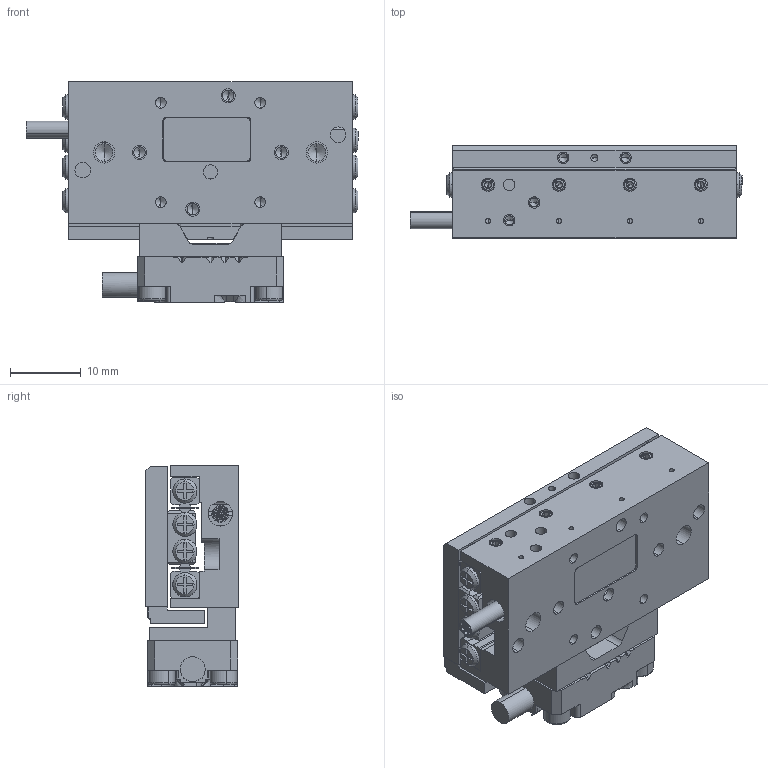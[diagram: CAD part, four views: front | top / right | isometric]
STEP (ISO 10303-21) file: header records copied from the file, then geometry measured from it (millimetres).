
FILE_DESCRIPTION (( 'STEP AP214' ), '1' );
FILE_NAME ('PPS-20-133X9.STEP', '2024-05-07T23:49:02', ( '' ), ( '' ), 'SwSTEP 2.0', 'SolidWorks 2023', '' );
FILE_SCHEMA (( 'AUTOMOTIVE_DESIGN' ));
Length unit declared in the file: millimetre
Products named in the file (20): PPS-20-133X6.STEP; PPS-20, Carriage, Master Part_40mm.STEP; PPS-20-133X9; Dowel Pin, M-DIN_M01 x 004.STEP; PPS-20, Base, Master Part_L40, No Ears.STEP; SCREW, SHCS-S, M-DIN_M1.6 x 0.35 x 06mm_2.STEP; Set Screw, Cup-H, E-ASME_E1-72 x 1''''16_2.STEP; PPS-20, Back Cover, Master Part_2.STEP; NB Slide Way SVW 1000 Cage_SVW 1040-11Z Custom.STEP; NB Slide Way SVW 1000 Center Way_SVW 1040.STEP; 130160 Bearing, NB, Slide Way, SVW 1000_SVW 1040-11Z Custom (Rigid at Center).STEP; NB Slide Way SVW 1000 Rail_demo .STEP; TFC-421 Silver Braided Cable_L20.STEP; PPS-20, Scale Bracket, Renishaw Atom, RCLC, RKLF, Master Part_40mm.STEP; 110212 Encoder Head, Renishaw Atom, Atmospheric_Demo_1.STEP; SCREW, MS-PPH, M-JCIS_M1.6 x 0.35 x 4mm_2.STEP; 431420 PPS-20, Encoder Bracket, Renishaw Atom, RKLF, Tape Scale_2.STEP; SCREW, MS-PFH, M-DIN_M2 x 0.4 x 05mm_2.STEP; SCREW, SHCS-S, M-DIN_M2 x 0.4 x 06mm_2.STEP; SCREW, SHCS-S, M-DIN_M1.6 x 0.35 x 05mm_2.STEP
Assembly tree (39 placements, depth 4):
  PPS-20-133X9
    PPS-20-133X6.STEP
      130160 Bearing, NB, Slide Way, SVW 1000_SVW 1040-11Z Custom (Rigid at Center).STEP
        NB Slide Way SVW 1000 Rail_demo .STEP  x2
        NB Slide Way SVW 1000 Center Way_SVW 1040.STEP
        NB Slide Way SVW 1000 Cage_SVW 1040-11Z Custom.STEP  x2
      PPS-20, Base, Master Part_L40, No Ears.STEP
      PPS-20, Back Cover, Master Part_2.STEP
      TFC-421 Silver Braided Cable_L20.STEP
      PPS-20, Carriage, Master Part_40mm.STEP
      SCREW, MS-PFH, M-DIN_M2 x 0.4 x 05mm_2.STEP  x4
      Set Screw, Cup-H, E-ASME_E1-72 x 1''''16_2.STEP  x4
      SCREW, MS-PPH, M-JCIS_M1.6 x 0.35 x 4mm_2.STEP  x10
      Dowel Pin, M-DIN_M01 x 004.STEP  x2
      110212 Encoder Head, Renishaw Atom, Atmospheric_Demo_1.STEP
      431420 PPS-20, Encoder Bracket, Renishaw Atom, RKLF, Tape Scale_2.STEP
      PPS-20, Scale Bracket, Renishaw Atom, RCLC, RKLF, Master Part_40mm.STEP
      SCREW, SHCS-S, M-DIN_M2 x 0.4 x 06mm_2.STEP  x3
      SCREW, SHCS-S, M-DIN_M1.6 x 0.35 x 05mm_2.STEP
      SCREW, SHCS-S, M-DIN_M1.6 x 0.35 x 06mm_2.STEP
Bounding box: 46.8 x 13 x 31.15 mm (x, y, z)
Volume: 10973.7 mm3; surface area: 14419.6 mm2
Topology: 50 solids, 50 shells, 1941 faces, 4872 edges, 3035 vertices
Faces by surface type: plane 869, cylinder 600, cone 310, torus 100, bspline 62
Entity records: 78095 total; most frequent: CARTESIAN_POINT 47998, ORIENTED_EDGE 6156, DIRECTION 5987, EDGE_CURVE 3078, AXIS2_PLACEMENT_3D 2128, VERTEX_POINT 1981, LINE 1731, VECTOR 1731
